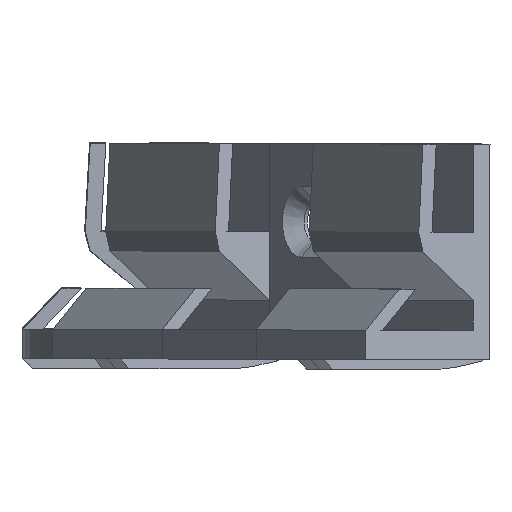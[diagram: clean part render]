
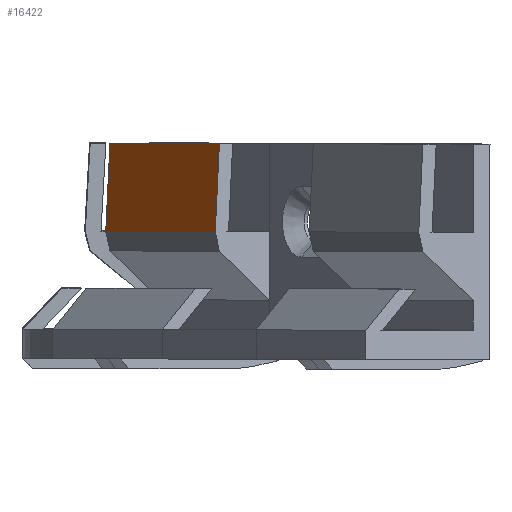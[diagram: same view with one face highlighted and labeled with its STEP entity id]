
A CAD part, left-side view. The second image highlights one B-rep face of the part: STEP entity #16422.
In plain terms, the highlighted face is planar.
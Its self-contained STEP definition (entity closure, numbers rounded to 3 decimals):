
#14527 = PLANE('',#14528);
#14528 = AXIS2_PLACEMENT_3D('',#14529,#14530,#14531);
#14529 = CARTESIAN_POINT('',(-10.5,5.766,9.503));
#14530 = DIRECTION('',(-1.,0.,0.));
#14531 = DIRECTION('',(0.,0.,1.));
#14961 = PLANE('',#14962);
#14962 = AXIS2_PLACEMENT_3D('',#14963,#14964,#14965);
#14963 = CARTESIAN_POINT('',(10.5,5.766,9.503));
#14964 = DIRECTION('',(-1.,0.,0.));
#14965 = DIRECTION('',(0.,0.,1.));
#15221 = VERTEX_POINT('',#15222);
#15222 = CARTESIAN_POINT('',(-10.5,8.1,22.));
#15236 = PLANE('',#15237);
#15237 = AXIS2_PLACEMENT_3D('',#15238,#15239,#15240);
#15238 = CARTESIAN_POINT('',(0.,6.5,22.));
#15239 = DIRECTION('',(0.,0.,-1.));
#15240 = DIRECTION('',(0.,1.,0.));
#15248 = EDGE_CURVE('',#15221,#15249,#15251,.T.);
#15249 = VERTEX_POINT('',#15250);
#15250 = CARTESIAN_POINT('',(-10.5,8.6,13.));
#15251 = SURFACE_CURVE('',#15252,(#15256,#15263),.PCURVE_S1.);
#15252 = LINE('',#15253,#15254);
#15253 = CARTESIAN_POINT('',(-10.5,8.1,22.));
#15254 = VECTOR('',#15255,1.);
#15255 = DIRECTION('',(0.,0.055,-0.998));
#15256 = PCURVE('',#14527,#15257);
#15257 = DEFINITIONAL_REPRESENTATION('',(#15258),#15262);
#15258 = LINE('',#15259,#15260);
#15259 = CARTESIAN_POINT('',(12.497,2.334));
#15260 = VECTOR('',#15261,1.);
#15261 = DIRECTION('',(-0.998,0.055));
#15262 = ( GEOMETRIC_REPRESENTATION_CONTEXT(2) 
PARAMETRIC_REPRESENTATION_CONTEXT() REPRESENTATION_CONTEXT('2D SPACE',''
  ) );
#15263 = PCURVE('',#15264,#15269);
#15264 = PLANE('',#15265);
#15265 = AXIS2_PLACEMENT_3D('',#15266,#15267,#15268);
#15266 = CARTESIAN_POINT('',(0.,8.1,22.));
#15267 = DIRECTION('',(-0.,-0.998,-0.055));
#15268 = DIRECTION('',(0.,0.055,-0.998));
#15269 = DEFINITIONAL_REPRESENTATION('',(#15270),#15274);
#15270 = LINE('',#15271,#15272);
#15271 = CARTESIAN_POINT('',(0.,-10.5));
#15272 = VECTOR('',#15273,1.);
#15273 = DIRECTION('',(1.,0.));
#15274 = ( GEOMETRIC_REPRESENTATION_CONTEXT(2) 
PARAMETRIC_REPRESENTATION_CONTEXT() REPRESENTATION_CONTEXT('2D SPACE',''
  ) );
#15292 = PLANE('',#15293);
#15293 = AXIS2_PLACEMENT_3D('',#15294,#15295,#15296);
#15294 = CARTESIAN_POINT('',(0.,8.6,13.));
#15295 = DIRECTION('',(0.,-0.97,0.243));
#15296 = DIRECTION('',(-0.,-0.243,-0.97));
#16067 = VERTEX_POINT('',#16068);
#16068 = CARTESIAN_POINT('',(10.5,8.1,22.));
#16089 = EDGE_CURVE('',#16067,#16090,#16092,.T.);
#16090 = VERTEX_POINT('',#16091);
#16091 = CARTESIAN_POINT('',(10.5,8.6,13.));
#16092 = SURFACE_CURVE('',#16093,(#16097,#16104),.PCURVE_S1.);
#16093 = LINE('',#16094,#16095);
#16094 = CARTESIAN_POINT('',(10.5,8.1,22.));
#16095 = VECTOR('',#16096,1.);
#16096 = DIRECTION('',(0.,0.055,-0.998));
#16097 = PCURVE('',#14961,#16098);
#16098 = DEFINITIONAL_REPRESENTATION('',(#16099),#16103);
#16099 = LINE('',#16100,#16101);
#16100 = CARTESIAN_POINT('',(12.497,2.334));
#16101 = VECTOR('',#16102,1.);
#16102 = DIRECTION('',(-0.998,0.055));
#16103 = ( GEOMETRIC_REPRESENTATION_CONTEXT(2) 
PARAMETRIC_REPRESENTATION_CONTEXT() REPRESENTATION_CONTEXT('2D SPACE',''
  ) );
#16104 = PCURVE('',#15264,#16105);
#16105 = DEFINITIONAL_REPRESENTATION('',(#16106),#16110);
#16106 = LINE('',#16107,#16108);
#16107 = CARTESIAN_POINT('',(0.,10.5));
#16108 = VECTOR('',#16109,1.);
#16109 = DIRECTION('',(1.,0.));
#16110 = ( GEOMETRIC_REPRESENTATION_CONTEXT(2) 
PARAMETRIC_REPRESENTATION_CONTEXT() REPRESENTATION_CONTEXT('2D SPACE',''
  ) );
#16400 = EDGE_CURVE('',#16067,#15221,#16401,.T.);
#16401 = SURFACE_CURVE('',#16402,(#16406,#16413),.PCURVE_S1.);
#16402 = LINE('',#16403,#16404);
#16403 = CARTESIAN_POINT('',(10.5,8.1,22.));
#16404 = VECTOR('',#16405,1.);
#16405 = DIRECTION('',(-1.,0.,0.));
#16406 = PCURVE('',#15236,#16407);
#16407 = DEFINITIONAL_REPRESENTATION('',(#16408),#16412);
#16408 = LINE('',#16409,#16410);
#16409 = CARTESIAN_POINT('',(1.6,10.5));
#16410 = VECTOR('',#16411,1.);
#16411 = DIRECTION('',(0.,-1.));
#16412 = ( GEOMETRIC_REPRESENTATION_CONTEXT(2) 
PARAMETRIC_REPRESENTATION_CONTEXT() REPRESENTATION_CONTEXT('2D SPACE',''
  ) );
#16413 = PCURVE('',#15264,#16414);
#16414 = DEFINITIONAL_REPRESENTATION('',(#16415),#16419);
#16415 = LINE('',#16416,#16417);
#16416 = CARTESIAN_POINT('',(0.,10.5));
#16417 = VECTOR('',#16418,1.);
#16418 = DIRECTION('',(0.,-1.));
#16419 = ( GEOMETRIC_REPRESENTATION_CONTEXT(2) 
PARAMETRIC_REPRESENTATION_CONTEXT() REPRESENTATION_CONTEXT('2D SPACE',''
  ) );
#16422 = ADVANCED_FACE('',(#16423),#15264,.F.);
#16423 = FACE_BOUND('',#16424,.F.);
#16424 = EDGE_LOOP('',(#16425,#16426,#16447,#16448));
#16425 = ORIENTED_EDGE('',*,*,#15248,.T.);
#16426 = ORIENTED_EDGE('',*,*,#16427,.F.);
#16427 = EDGE_CURVE('',#16090,#15249,#16428,.T.);
#16428 = SURFACE_CURVE('',#16429,(#16433,#16440),.PCURVE_S1.);
#16429 = LINE('',#16430,#16431);
#16430 = CARTESIAN_POINT('',(10.5,8.6,13.));
#16431 = VECTOR('',#16432,1.);
#16432 = DIRECTION('',(-1.,0.,0.));
#16433 = PCURVE('',#15264,#16434);
#16434 = DEFINITIONAL_REPRESENTATION('',(#16435),#16439);
#16435 = LINE('',#16436,#16437);
#16436 = CARTESIAN_POINT('',(9.014,10.5));
#16437 = VECTOR('',#16438,1.);
#16438 = DIRECTION('',(0.,-1.));
#16439 = ( GEOMETRIC_REPRESENTATION_CONTEXT(2) 
PARAMETRIC_REPRESENTATION_CONTEXT() REPRESENTATION_CONTEXT('2D SPACE',''
  ) );
#16440 = PCURVE('',#15292,#16441);
#16441 = DEFINITIONAL_REPRESENTATION('',(#16442),#16446);
#16442 = LINE('',#16443,#16444);
#16443 = CARTESIAN_POINT('',(-0.,10.5));
#16444 = VECTOR('',#16445,1.);
#16445 = DIRECTION('',(0.,-1.));
#16446 = ( GEOMETRIC_REPRESENTATION_CONTEXT(2) 
PARAMETRIC_REPRESENTATION_CONTEXT() REPRESENTATION_CONTEXT('2D SPACE',''
  ) );
#16447 = ORIENTED_EDGE('',*,*,#16089,.F.);
#16448 = ORIENTED_EDGE('',*,*,#16400,.T.);
